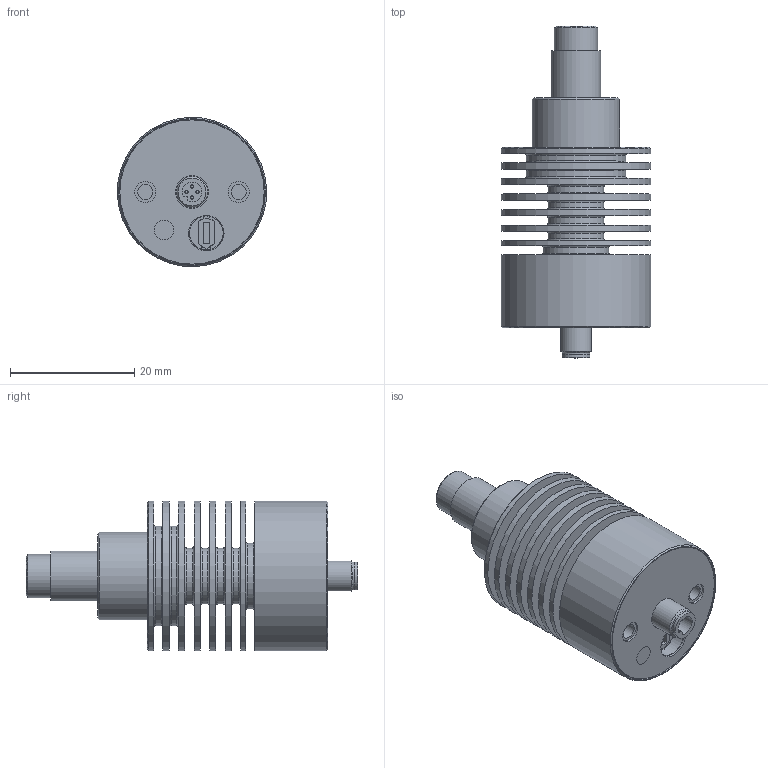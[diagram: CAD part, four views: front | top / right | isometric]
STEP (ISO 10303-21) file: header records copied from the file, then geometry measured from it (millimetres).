
FILE_DESCRIPTION(/* description */ ('>>BEZEICHNUNG<<'),/* implementation_level */ '2;1');
FILE_NAME(/* name */ 'vicolux_ULS6_C.stp',/* time_stamp */ '2016-09-29T08:19:29+02:00',/* author */ ('REGENSPURG'),/* organization */ ('Vision & Control'),/* preprocessor_version */ 'ST-DEVELOPER v16.1',/* originating_system */ 'Autodesk Inventor 2016',/* authorisation */ '');
FILE_SCHEMA (('AUTOMOTIVE_DESIGN { 1 0 10303 214 3 1 1 }'));
Length unit declared in the file: millimetre
Products named in the file (1): vicolux_ULS6_C
Bounding box: 23.98 x 53.35 x 23.98 mm (x, y, z)
Volume: 10794.6 mm3; surface area: 8724.4 mm2
Topology: 1 solids, 1 shells, 123 faces, 244 edges, 154 vertices
Faces by surface type: plane 54, cylinder 44, torus 14, cone 6, sphere 5
Full cylindrical faces by diameter (mm): 0.5 x4, 2.459 x2, 3.1 x1, 3.4 x2, 4.5 x2, 5 x1, 5.3 x1, 5.5 x1, 5.7 x2, 6 x1, 7 x1, 8 x1, 9 x4, 10.6 x1, 14 x1, 16 x2, 22.8 x1, 23.2 x1, 23.4 x1, 24 x8
Entity records: 2939 total; most frequent: DIRECTION 521, CARTESIAN_POINT 426, ORIENTED_EDGE 326, AXIS2_PLACEMENT_3D 234, EDGE_LOOP 220, EDGE_CURVE 163, VERTEX_POINT 139, STYLED_ITEM 124
